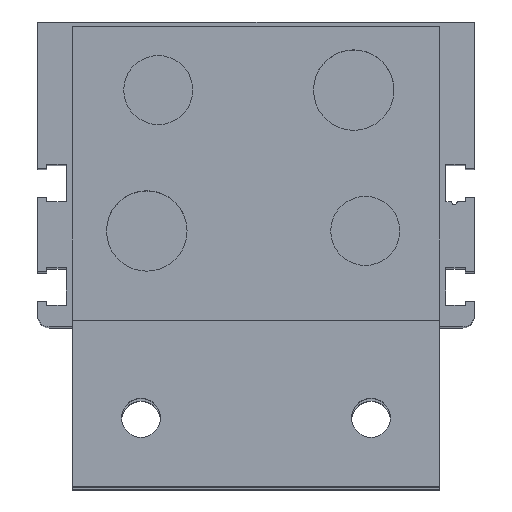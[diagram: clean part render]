
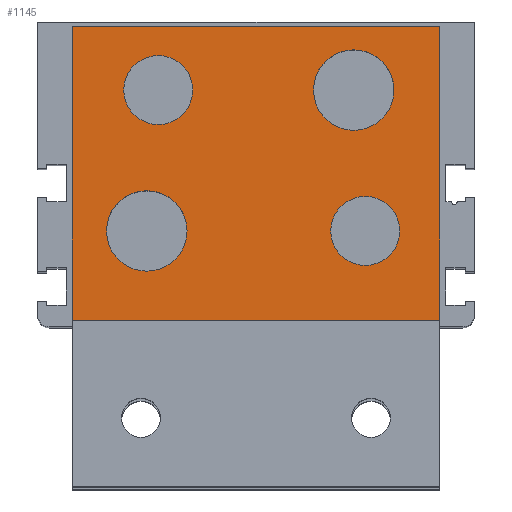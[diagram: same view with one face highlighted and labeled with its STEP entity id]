
A CAD part, top view. The second image highlights one B-rep face of the part: STEP entity #1145.
In plain terms, the highlighted planar face has unit normal (0, 0, 1).
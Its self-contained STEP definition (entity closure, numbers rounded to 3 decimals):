
#475 = CARTESIAN_POINT ( 'NONE',  ( 13., -10., 163. ) ) ;
#483 = CARTESIAN_POINT ( 'NONE',  ( 19., -10., 163. ) ) ;
#499 = CARTESIAN_POINT ( 'NONE',  ( 25., -10., 163. ) ) ;
#511 = DIRECTION ( 'NONE',  ( 1., 0., 0. ) ) ;
#512 = DIRECTION ( 'NONE',  ( 0., 0., 1. ) ) ;
#517 = AXIS2_PLACEMENT_3D ( 'NONE', #483, #512, #511 ) ;
#518 = CIRCLE ( 'NONE', #517, 6. ) ;
#590 = DIRECTION ( 'NONE',  ( 1., 0., 0. ) ) ;
#591 = CARTESIAN_POINT ( 'NONE',  ( -17., 14.5, 163. ) ) ;
#626 = CARTESIAN_POINT ( 'NONE',  ( -11., 14.5, 163. ) ) ;
#629 = AXIS2_PLACEMENT_3D ( 'NONE', #591, #692, #590 ) ;
#656 = CARTESIAN_POINT ( 'NONE',  ( -23., 14.5, 163. ) ) ;
#692 = DIRECTION ( 'NONE',  ( 0., 0., 1. ) ) ;
#696 = CIRCLE ( 'NONE', #629, 6. ) ;
#1027 = CARTESIAN_POINT ( 'NONE',  ( 32., 25.5, 163. ) ) ;
#1028 = CARTESIAN_POINT ( 'NONE',  ( 32., -25.5, 163. ) ) ;
#1029 = DIRECTION ( 'NONE',  ( -1., 0., 0. ) ) ;
#1033 = FACE_BOUND ( 'NONE', #4028, .T. ) ;
#1037 = DIRECTION ( 'NONE',  ( -1., 0., 0. ) ) ;
#1038 = VECTOR ( 'NONE', #1037, 1000. ) ;
#1039 = CARTESIAN_POINT ( 'NONE',  ( -32., -25.5, 163. ) ) ;
#1040 = LINE ( 'NONE', #1039, #1038 ) ;
#1041 = CARTESIAN_POINT ( 'NONE',  ( -32., -25.5, 163. ) ) ;
#1043 = DIRECTION ( 'NONE',  ( 0., 1., 0. ) ) ;
#1044 = VECTOR ( 'NONE', #1043, 1000. ) ;
#1045 = CARTESIAN_POINT ( 'NONE',  ( 32., 25.5, 163. ) ) ;
#1046 = LINE ( 'NONE', #1045, #1044 ) ;
#1048 = FACE_BOUND ( 'NONE', #1167, .T. ) ;
#1050 = AXIS2_PLACEMENT_3D ( 'NONE', #1080, #1079, #1078 ) ;
#1051 = VECTOR ( 'NONE', #1029, 1000. ) ;
#1052 = CARTESIAN_POINT ( 'NONE',  ( -32., 25.5, 163. ) ) ;
#1053 = LINE ( 'NONE', #1052, #1051 ) ;
#1054 = CARTESIAN_POINT ( 'NONE',  ( -32., 25.5, 163. ) ) ;
#1055 = DIRECTION ( 'NONE',  ( 1., 0., 0. ) ) ;
#1056 = DIRECTION ( 'NONE',  ( 0., 0., 1. ) ) ;
#1057 = CARTESIAN_POINT ( 'NONE',  ( 19., -10., 163. ) ) ;
#1058 = AXIS2_PLACEMENT_3D ( 'NONE', #1057, #1056, #1055 ) ;
#1059 = CIRCLE ( 'NONE', #1058, 6. ) ;
#1060 = PLANE ( 'NONE',  #1050 ) ;
#1065 = FACE_OUTER_BOUND ( 'NONE', #1121, .T. ) ;
#1067 = FACE_BOUND ( 'NONE', #1139, .T. ) ;
#1077 = FACE_BOUND ( 'NONE', #1134, .T. ) ;
#1078 = DIRECTION ( 'NONE',  ( 1., 0., 0. ) ) ;
#1079 = DIRECTION ( 'NONE',  ( 0., 0., 1. ) ) ;
#1080 = CARTESIAN_POINT ( 'NONE',  ( -32., -54.5, 163. ) ) ;
#1081 = DIRECTION ( 'NONE',  ( 0., -1., 0. ) ) ;
#1082 = VECTOR ( 'NONE', #1081, 1000. ) ;
#1083 = CARTESIAN_POINT ( 'NONE',  ( -32., 25.5, 163. ) ) ;
#1084 = LINE ( 'NONE', #1083, #1082 ) ;
#1121 = EDGE_LOOP ( 'NONE', ( #1162, #1163, #1160, #1159 ) ) ;
#1129 = ORIENTED_EDGE ( 'NONE', *, *, #3820, .F. ) ;
#1132 = ORIENTED_EDGE ( 'NONE', *, *, #1135, .F. ) ;
#1134 = EDGE_LOOP ( 'NONE', ( #4346, #1129 ) ) ;
#1135 = EDGE_CURVE ( 'NONE', #3805, #4038, #3312, .T. ) ;
#1136 = EDGE_CURVE ( 'NONE', #3821, #3808, #3309, .T. ) ;
#1139 = EDGE_LOOP ( 'NONE', ( #1132, #1140 ) ) ;
#1140 = ORIENTED_EDGE ( 'NONE', *, *, #3981, .F. ) ;
#1145 = ADVANCED_FACE ( 'NONE', ( #1067, #1077, #1065, #1048, #1033 ), #1060, .T. ) ;
#1152 = EDGE_CURVE ( 'NONE', #1161, #1153, #1040, .T. ) ;
#1153 = VERTEX_POINT ( 'NONE', #1041 ) ;
#1154 = EDGE_CURVE ( 'NONE', #1161, #1155, #1046, .T. ) ;
#1155 = VERTEX_POINT ( 'NONE', #1027 ) ;
#1157 = EDGE_CURVE ( 'NONE', #1155, #1158, #1053, .T. ) ;
#1158 = VERTEX_POINT ( 'NONE', #1054 ) ;
#1159 = ORIENTED_EDGE ( 'NONE', *, *, #1165, .T. ) ;
#1160 = ORIENTED_EDGE ( 'NONE', *, *, #1157, .T. ) ;
#1161 = VERTEX_POINT ( 'NONE', #1028 ) ;
#1162 = ORIENTED_EDGE ( 'NONE', *, *, #1152, .F. ) ;
#1163 = ORIENTED_EDGE ( 'NONE', *, *, #1154, .T. ) ;
#1165 = EDGE_CURVE ( 'NONE', #1158, #1153, #1084, .T. ) ;
#1166 = EDGE_CURVE ( 'NONE', #1506, #1499, #1059, .T. ) ;
#1167 = EDGE_LOOP ( 'NONE', ( #1168, #4011 ) ) ;
#1168 = ORIENTED_EDGE ( 'NONE', *, *, #1166, .F. ) ;
#1499 = VERTEX_POINT ( 'NONE', #499 ) ;
#1503 = EDGE_CURVE ( 'NONE', #1499, #1506, #518, .T. ) ;
#1506 = VERTEX_POINT ( 'NONE', #475 ) ;
#1539 = EDGE_CURVE ( 'NONE', #1573, #1592, #696, .T. ) ;
#1573 = VERTEX_POINT ( 'NONE', #626 ) ;
#1592 = VERTEX_POINT ( 'NONE', #656 ) ;
#2274 = CARTESIAN_POINT ( 'NONE',  ( 10., 14.5, 163. ) ) ;
#2304 = CARTESIAN_POINT ( 'NONE',  ( -12., -10., 163. ) ) ;
#2320 = CARTESIAN_POINT ( 'NONE',  ( 24., 14.5, 163. ) ) ;
#2321 = DIRECTION ( 'NONE',  ( 1., 0., 0. ) ) ;
#2322 = DIRECTION ( 'NONE',  ( 0., 0., 1. ) ) ;
#2323 = CARTESIAN_POINT ( 'NONE',  ( 17., 14.5, 163. ) ) ;
#2324 = AXIS2_PLACEMENT_3D ( 'NONE', #2323, #2322, #2321 ) ;
#2325 = CIRCLE ( 'NONE', #2324, 7. ) ;
#2591 = DIRECTION ( 'NONE',  ( 1., 0., 0. ) ) ;
#2592 = DIRECTION ( 'NONE',  ( 0., 0., 1. ) ) ;
#2593 = CARTESIAN_POINT ( 'NONE',  ( -19., -10., 163. ) ) ;
#2594 = AXIS2_PLACEMENT_3D ( 'NONE', #2593, #2592, #2591 ) ;
#2614 = CIRCLE ( 'NONE', #2594, 7. ) ;
#2747 = CARTESIAN_POINT ( 'NONE',  ( -17., 14.5, 163. ) ) ;
#2770 = AXIS2_PLACEMENT_3D ( 'NONE', #2747, #2778, #2795 ) ;
#2778 = DIRECTION ( 'NONE',  ( 0., 0., 1. ) ) ;
#2786 = CIRCLE ( 'NONE', #2770, 6. ) ;
#2795 = DIRECTION ( 'NONE',  ( 1., 0., 0. ) ) ;
#2813 = CARTESIAN_POINT ( 'NONE',  ( -26., -10., 163. ) ) ;
#3308 = DIRECTION ( 'NONE',  ( 1., 0., 0. ) ) ;
#3309 = CIRCLE ( 'NONE', #3318, 7. ) ;
#3312 = CIRCLE ( 'NONE', #3323, 7. ) ;
#3314 = CARTESIAN_POINT ( 'NONE',  ( -19., -10., 163. ) ) ;
#3317 = DIRECTION ( 'NONE',  ( 1., 0., 0. ) ) ;
#3318 = AXIS2_PLACEMENT_3D ( 'NONE', #3319, #3322, #3308 ) ;
#3319 = CARTESIAN_POINT ( 'NONE',  ( 17., 14.5, 163. ) ) ;
#3322 = DIRECTION ( 'NONE',  ( 0., 0., 1. ) ) ;
#3323 = AXIS2_PLACEMENT_3D ( 'NONE', #3314, #3324, #3317 ) ;
#3324 = DIRECTION ( 'NONE',  ( 0., 0., 1. ) ) ;
#3805 = VERTEX_POINT ( 'NONE', #2304 ) ;
#3808 = VERTEX_POINT ( 'NONE', #2274 ) ;
#3820 = EDGE_CURVE ( 'NONE', #3808, #3821, #2325, .T. ) ;
#3821 = VERTEX_POINT ( 'NONE', #2320 ) ;
#3981 = EDGE_CURVE ( 'NONE', #4038, #3805, #2614, .T. ) ;
#4011 = ORIENTED_EDGE ( 'NONE', *, *, #1503, .F. ) ;
#4020 = ORIENTED_EDGE ( 'NONE', *, *, #4021, .F. ) ;
#4021 = EDGE_CURVE ( 'NONE', #1592, #1573, #2786, .T. ) ;
#4028 = EDGE_LOOP ( 'NONE', ( #4020, #4049 ) ) ;
#4038 = VERTEX_POINT ( 'NONE', #2813 ) ;
#4049 = ORIENTED_EDGE ( 'NONE', *, *, #1539, .F. ) ;
#4346 = ORIENTED_EDGE ( 'NONE', *, *, #1136, .F. ) ;
